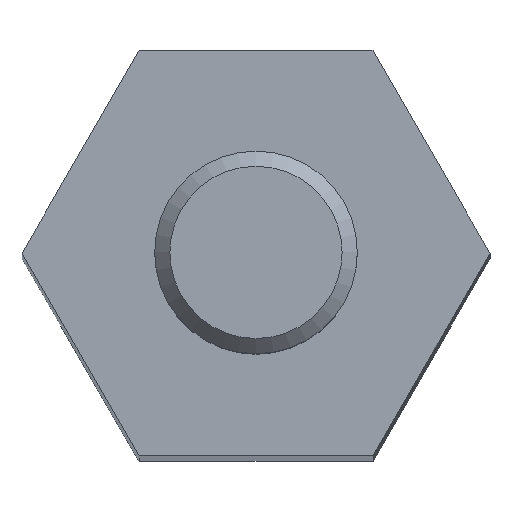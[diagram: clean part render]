
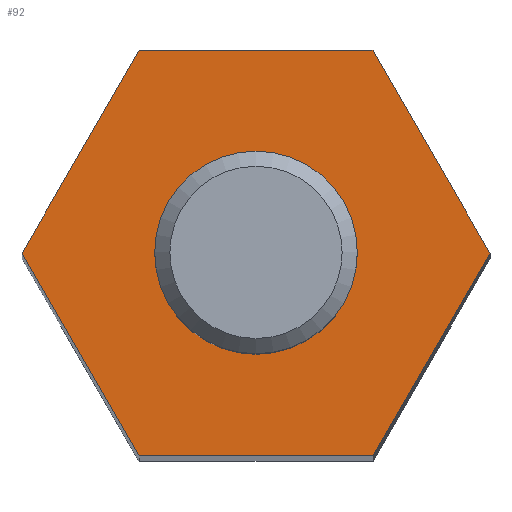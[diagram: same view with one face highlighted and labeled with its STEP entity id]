
A CAD part, top view. The second image highlights one B-rep face of the part: STEP entity #92.
In plain terms, the highlighted planar face has unit normal (0, 0, 1).
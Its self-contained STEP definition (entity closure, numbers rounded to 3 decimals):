
#92 = ADVANCED_FACE( '', ( #190, #191 ), #192, .T. );
#190 = FACE_BOUND( '', #288, .T. );
#191 = FACE_OUTER_BOUND( '', #289, .T. );
#192 = PLANE( '', #290 );
#288 = EDGE_LOOP( '', ( #463 ) );
#289 = EDGE_LOOP( '', ( #464, #465, #466, #467, #468, #469 ) );
#290 = AXIS2_PLACEMENT_3D( '', #470, #471, #472 );
#463 = ORIENTED_EDGE( '', *, *, #560, .T. );
#464 = ORIENTED_EDGE( '', *, *, #536, .T. );
#465 = ORIENTED_EDGE( '', *, *, #508, .T. );
#466 = ORIENTED_EDGE( '', *, *, #512, .T. );
#467 = ORIENTED_EDGE( '', *, *, #552, .T. );
#468 = ORIENTED_EDGE( '', *, *, #550, .T. );
#469 = ORIENTED_EDGE( '', *, *, #520, .T. );
#470 = CARTESIAN_POINT( '', ( 0., 0., 0. ) );
#471 = DIRECTION( '', ( 0., 0., 1. ) );
#472 = DIRECTION( '', ( 1., 0., 0. ) );
#508 = EDGE_CURVE( '', #580, #583, #585, .T. );
#512 = EDGE_CURVE( '', #583, #589, #591, .T. );
#520 = EDGE_CURVE( '', #597, #603, #605, .T. );
#536 = EDGE_CURVE( '', #603, #580, #628, .T. );
#550 = EDGE_CURVE( '', #643, #597, #645, .T. );
#552 = EDGE_CURVE( '', #589, #643, #647, .T. );
#560 = EDGE_CURVE( '', #656, #656, #657, .F. );
#580 = VERTEX_POINT( '', #680 );
#583 = VERTEX_POINT( '', #685 );
#585 = LINE( '', #688, #689 );
#589 = VERTEX_POINT( '', #694 );
#591 = LINE( '', #697, #698 );
#597 = VERTEX_POINT( '', #704 );
#603 = VERTEX_POINT( '', #713 );
#605 = LINE( '', #716, #717 );
#628 = LINE( '', #745, #746 );
#643 = VERTEX_POINT( '', #762 );
#645 = LINE( '', #765, #766 );
#647 = LINE( '', #768, #769 );
#656 = VERTEX_POINT( '', #778 );
#657 = CIRCLE( '', #779, 1.85 );
#680 = CARTESIAN_POINT( '', ( 2.309, -4., 0. ) );
#685 = CARTESIAN_POINT( '', ( 4.619, 0., 0. ) );
#688 = CARTESIAN_POINT( '', ( 2.309, -4., 0. ) );
#689 = VECTOR( '', #800, 1000. );
#694 = CARTESIAN_POINT( '', ( 2.309, 4., 0. ) );
#697 = CARTESIAN_POINT( '', ( 4.619, 0., 0. ) );
#698 = VECTOR( '', #803, 1000. );
#704 = CARTESIAN_POINT( '', ( -4.619, 0., 0. ) );
#713 = CARTESIAN_POINT( '', ( -2.309, -4., 0. ) );
#716 = CARTESIAN_POINT( '', ( -4.619, 0., 0. ) );
#717 = VECTOR( '', #811, 1000. );
#745 = CARTESIAN_POINT( '', ( -2.309, -4., 0. ) );
#746 = VECTOR( '', #832, 1000. );
#762 = CARTESIAN_POINT( '', ( -2.309, 4., 0. ) );
#765 = CARTESIAN_POINT( '', ( -2.309, 4., 0. ) );
#766 = VECTOR( '', #850, 1000. );
#768 = CARTESIAN_POINT( '', ( 2.309, 4., 0. ) );
#769 = VECTOR( '', #851, 1000. );
#778 = CARTESIAN_POINT( '', ( 1.85, 0., 0. ) );
#779 = AXIS2_PLACEMENT_3D( '', #858, #859, #860 );
#800 = DIRECTION( '', ( 0.5, 0.866, 0. ) );
#803 = DIRECTION( '', ( -0.5, 0.866, 0. ) );
#811 = DIRECTION( '', ( 0.5, -0.866, 0. ) );
#832 = DIRECTION( '', ( 1., 0., 0. ) );
#850 = DIRECTION( '', ( -0.5, -0.866, 0. ) );
#851 = DIRECTION( '', ( -1., 0., 0. ) );
#858 = CARTESIAN_POINT( '', ( 0., 0., 0. ) );
#859 = DIRECTION( '', ( 0., 0., 1. ) );
#860 = DIRECTION( '', ( 1., 0., 0. ) );
